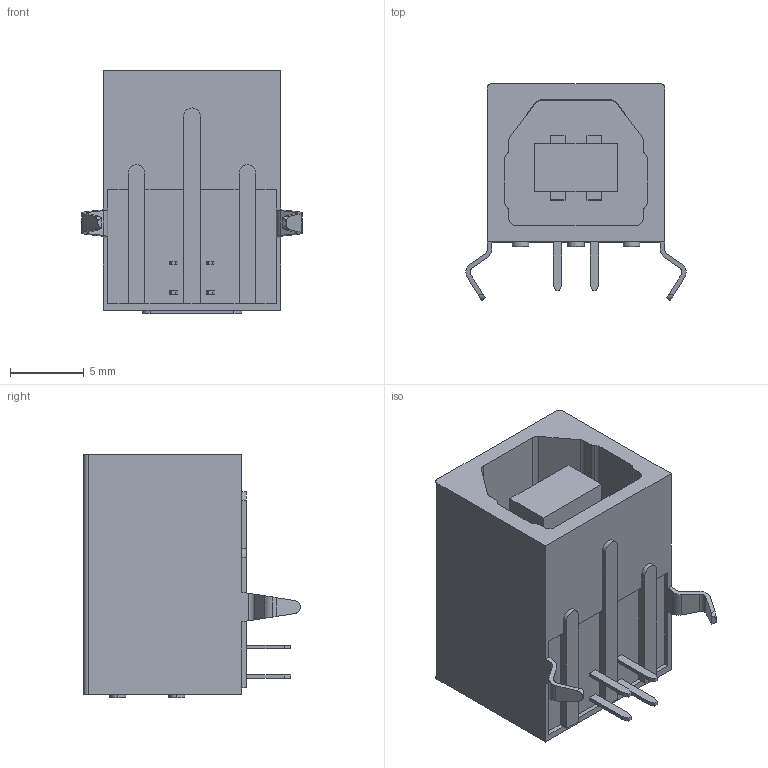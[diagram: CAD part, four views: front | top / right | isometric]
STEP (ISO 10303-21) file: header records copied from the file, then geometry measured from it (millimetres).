
FILE_DESCRIPTION(('STEP AP242'),'1');
FILE_NAME('a-usbsb.stp','2020-11-18T18:56:57',('TraceParts'),('TraceParts S.A.'),'Spatial InterOp 3D',' ',' ');
FILE_SCHEMA(('AP242_MANAGED_MODEL_BASED_3D_ENGINEERING_MIM_LF {1 0 10303 442 1 1 4}'));
Length unit declared in the file: millimetre
Products named in the file (1): a-usbsb
Bounding box: 14.9 x 14.65 x 16.5 mm (x, y, z)
Volume: 1254.3 mm3; surface area: 1885.4 mm2
Topology: 1 solids, 1 shells, 158 faces, 440 edges, 293 vertices
Faces by surface type: plane 116, cylinder 42
Entity records: 9869 total; most frequent: CARTESIAN_POINT 892, ORIENTED_EDGE 880, STYLED_ITEM 867, PRESENTATION_STYLE_ASSIGNMENT 867, COLOUR_RGB 867, DIRECTION 846, EDGE_CURVE 440, CURVE_STYLE 432
